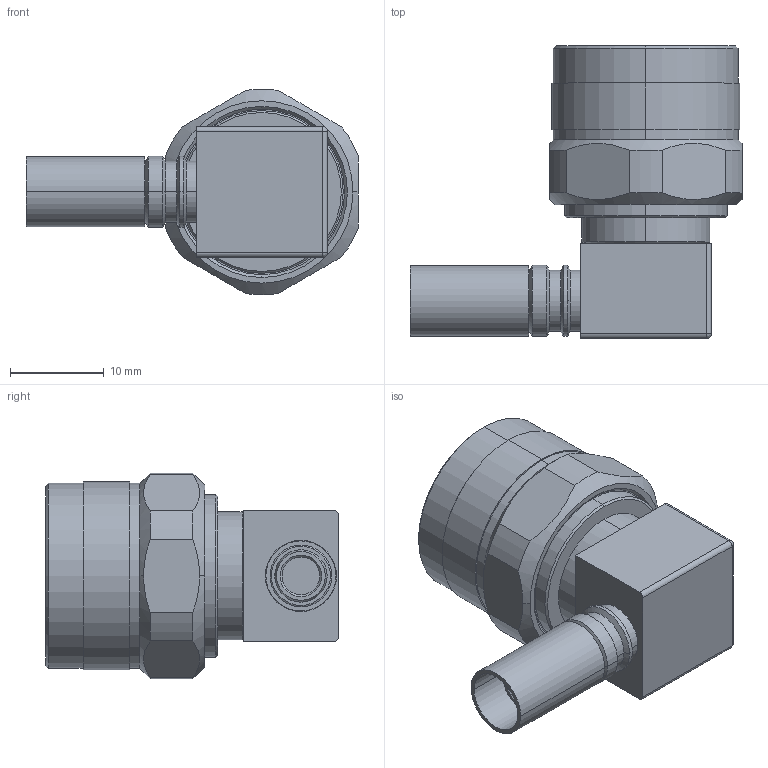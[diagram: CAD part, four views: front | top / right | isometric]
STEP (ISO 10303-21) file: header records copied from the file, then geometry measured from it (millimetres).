
FILE_DESCRIPTION (( 'STEP AP203' ), '1' );
FILE_NAME ('3190-6143(EZ-240-NMH-RA-X).STEP', '2020-08-26T07:24:49', ( '' ), ( '' ), 'SwSTEP 2.0', 'SolidWorks 2017', '' );
FILE_SCHEMA (( 'CONFIG_CONTROL_DESIGN' ));
Length unit declared in the file: millimetre
Products named in the file (1): 3190-6143(EZ-240-NMH-RA-X)
Bounding box: 35.51 x 31.3 x 21.98 mm (x, y, z)
Volume: 6501.1 mm3; surface area: 5255.5 mm2
Topology: 2 solids, 2 shells, 143 faces, 323 edges, 201 vertices
Faces by surface type: cylinder 68, cone 37, plane 34, bspline 4
Entity records: 4788 total; most frequent: CARTESIAN_POINT 1475, DIRECTION 724, ORIENTED_EDGE 642, EDGE_CURVE 321, AXIS2_PLACEMENT_3D 299, VERTEX_POINT 201, EDGE_LOOP 164, CIRCLE 159
